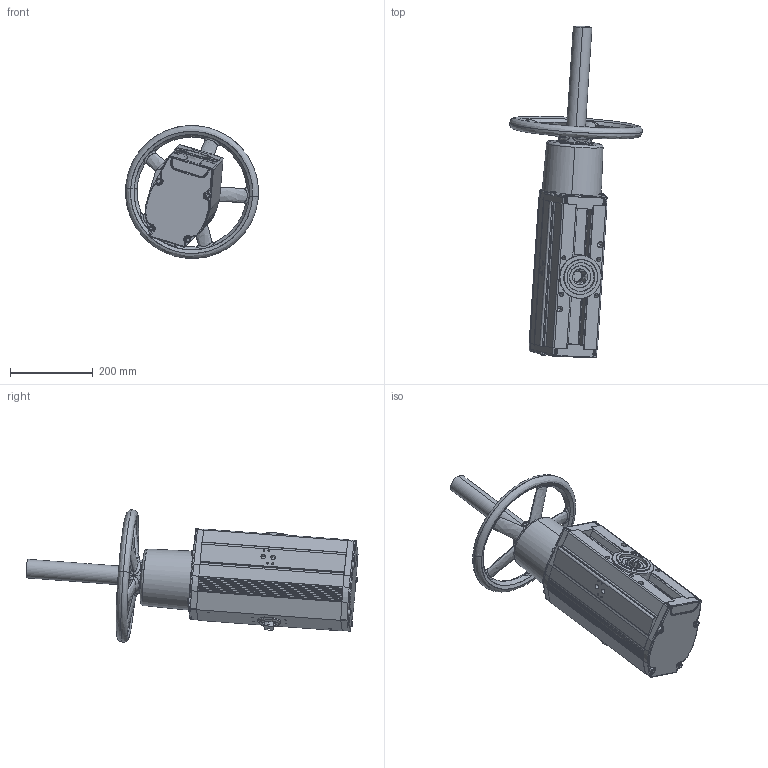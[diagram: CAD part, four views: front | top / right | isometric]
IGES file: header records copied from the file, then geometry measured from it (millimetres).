
Start section: SolidWorks IGES file using analytic representation for surfaces
Global section: file name: Remote_Control_AB_RC265_DAM_B.IGS; native system: SolidWorks 2018; preprocessor: SolidWorks 2018; author: sara.marklund; date: 180816.101322; units: millimetre
Bounding box: 321.11 x 802.22 x 321.04 mm (x, y, z)
Surface area: 540167.2 mm2 (no closed solid volume)
Topology: 0 solids, 0 shells, 713 faces, 8978 edges, 8960 vertices
Faces by surface type: bspline 370, revolution 343
